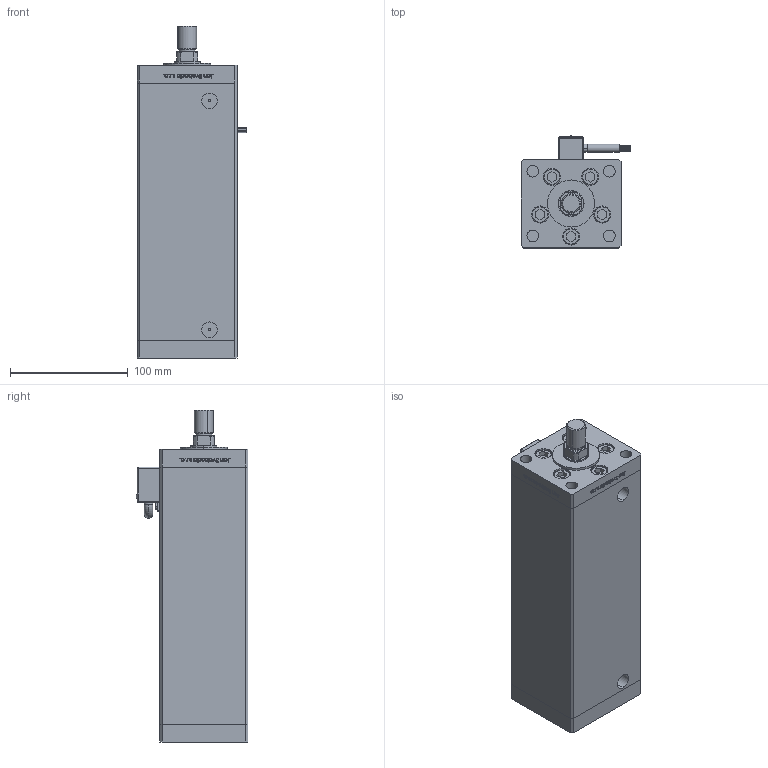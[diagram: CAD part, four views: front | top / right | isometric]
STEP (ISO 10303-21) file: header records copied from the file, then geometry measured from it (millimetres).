
FILE_DESCRIPTION (( 'STEP AP203' ), '1' );
FILE_NAME ('785e.STEP', '2025-06-10T05:35:45', ( '' ), ( '' ), 'SwSTEP 2.0', 'SolidWorks 2019', '' );
FILE_SCHEMA (( 'CONFIG_CONTROL_DESIGN' ));
Length unit declared in the file: millimetre
Products named in the file (8): 785e; Magnetic_Switch_MSU4 e8ed46ecdb8c016159bda9ab3a321360; V220C BACK_B e8ed46ecdb8c016159bda9ab3a321360; V220CC_MALE_METRIC e8ed46ecdb8c016159bda9ab3a321360; V220C_B MIDDLE e8ed46ecdb8c016159bda9ab3a321360; ALLEN BOLT e8ed46ecdb8c016159bda9ab3a321360; V220C_FRONT_B e8ed46ecdb8c016159bda9ab3a321360; V220C_VC_B e8ed46ecdb8c016159bda9ab3a321360
Assembly tree (16 placements, depth 2):
  785e
    V220C_B MIDDLE e8ed46ecdb8c016159bda9ab3a321360
    V220C BACK_B e8ed46ecdb8c016159bda9ab3a321360
    V220C_FRONT_B e8ed46ecdb8c016159bda9ab3a321360
    V220C_VC_B e8ed46ecdb8c016159bda9ab3a321360
    Magnetic_Switch_MSU4 e8ed46ecdb8c016159bda9ab3a321360
    ALLEN BOLT e8ed46ecdb8c016159bda9ab3a321360  x10
    V220CC_MALE_METRIC e8ed46ecdb8c016159bda9ab3a321360
Bounding box: 93.3 x 95.1 x 282 mm (x, y, z)
Volume: 1405608.4 mm3; surface area: 205159.3 mm2
Topology: 16 solids, 17 shells, 1301 faces, 3218 edges, 2096 vertices
Faces by surface type: plane 507, bspline 484, cylinder 196, cone 52, torus 50, sphere 12
Entity records: 55668 total; most frequent: CARTESIAN_POINT 30864, ORIENTED_EDGE 5588, DIRECTION 3462, EDGE_CURVE 2794, VERTEX_POINT 1844, LINE 1434, VECTOR 1434, EDGE_LOOP 1286
